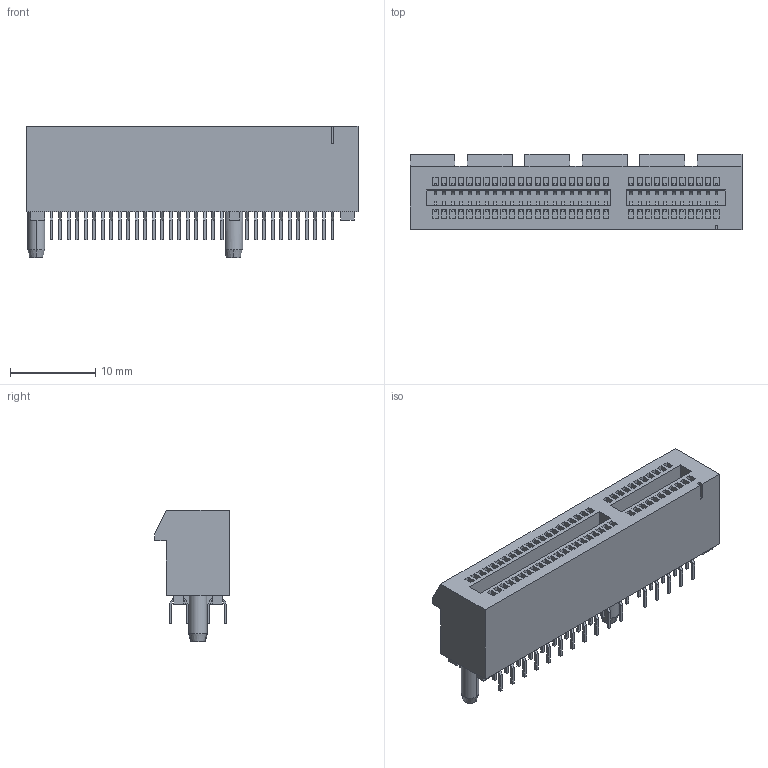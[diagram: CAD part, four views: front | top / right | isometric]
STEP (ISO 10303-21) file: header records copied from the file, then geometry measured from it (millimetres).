
FILE_DESCRIPTION((''),'2;1');
FILE_NAME('C-8-1734774-0','2015-11-20T',('workeradm'),('Tyco Electronics Ltd.'),'CREO PARAMETRIC BY PTC INC, 2015200','CREO PARAMETRIC BY PTC INC, 2015200','');
FILE_SCHEMA(('AUTOMOTIVE_DESIGN { 1 0 10303 214 1 1 1 1 }'));
Length unit declared in the file: millimetre
Products named in the file (1): C-8-1734774-0
Bounding box: 39 x 8.8 x 15.4 mm (x, y, z)
Volume: 2568.4 mm3; surface area: 2898.5 mm2
Topology: 1 solids, 1 shells, 1430 faces, 3672 edges, 2444 vertices
Faces by surface type: plane 1295, cylinder 131, cone 4
Entity records: 42771 total; most frequent: CARTESIAN_POINT 7565, ORIENTED_EDGE 7344, DIRECTION 6803, EDGE_CURVE 3672, VECTOR 3399, LINE 3399, VERTEX_POINT 2444, AXIS2_PLACEMENT_3D 1702
